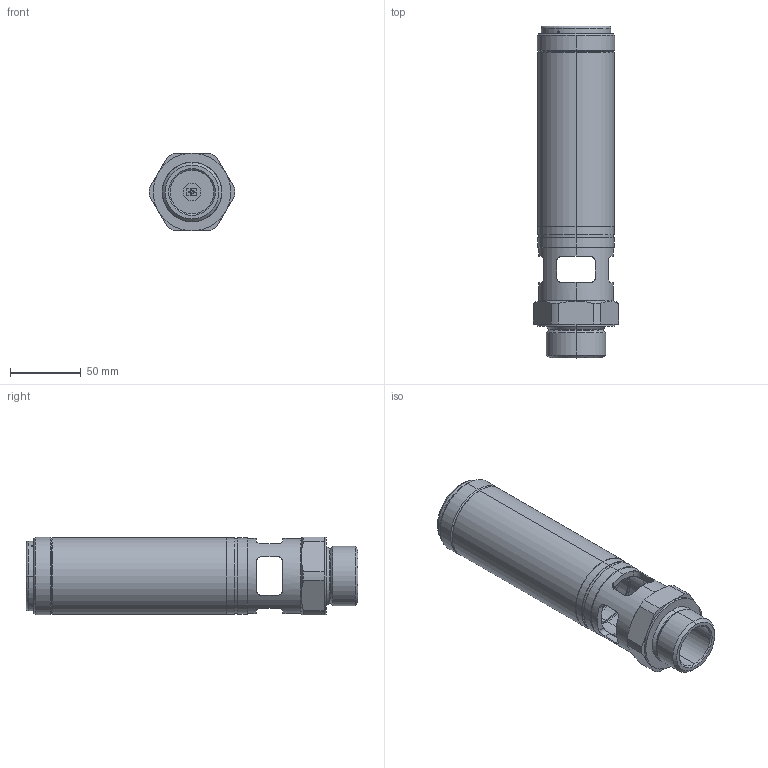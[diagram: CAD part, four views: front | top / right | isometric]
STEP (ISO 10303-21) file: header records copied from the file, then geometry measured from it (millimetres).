
FILE_DESCRIPTION (( 'STEP AP214' ), '1' );
FILE_NAME ('812 1 1-4 Dummy.STEP', '2010-07-08T07:51:00', ( '' ), ( '' ), 'SwSTEP 2.0', 'SolidWorks 2010', '' );
FILE_SCHEMA (( 'AUTOMOTIVE_DESIGN' ));
Length unit declared in the file: millimetre
Products named in the file (1): 812 1 1-4 Dummy
Bounding box: 60.47 x 235.3 x 55 mm (x, y, z)
Volume: 188784.7 mm3; surface area: 88936.5 mm2
Topology: 4 solids, 4 shells, 260 faces, 620 edges, 392 vertices
Faces by surface type: cylinder 94, plane 80, cone 46, torus 16, sphere 12, bspline 12
Entity records: 11632 total; most frequent: CARTESIAN_POINT 2608, DIRECTION 1324, ORIENTED_EDGE 1240, EDGE_CURVE 620, AXIS2_PLACEMENT_3D 537, VERTEX_POINT 392, EDGE_LOOP 298, CIRCLE 288
